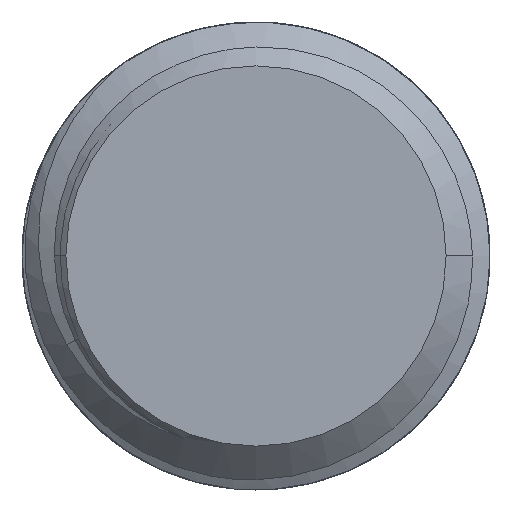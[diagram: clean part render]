
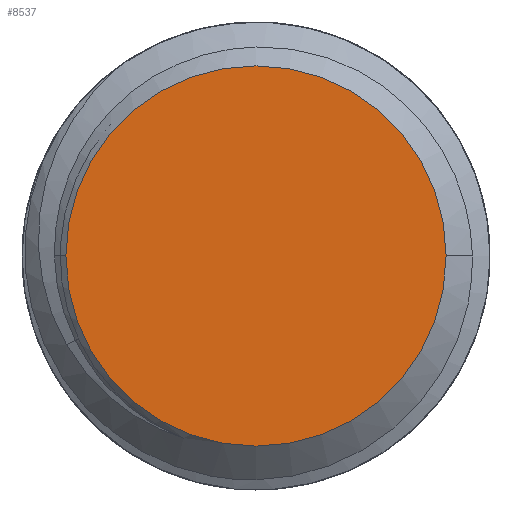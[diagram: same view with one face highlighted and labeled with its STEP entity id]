
A CAD part, front view. The second image highlights one B-rep face of the part: STEP entity #8537.
In plain terms, the highlighted planar face has unit normal (0, -1, 0).
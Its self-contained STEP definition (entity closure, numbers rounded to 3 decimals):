
#1=CARTESIAN_POINT('',(0.,0.,0.));
#2=DIRECTION('',(0.,1.,0.));
#3=DIRECTION('',(-1.,0.,0.));
#4=AXIS2_PLACEMENT_3D('',#1,#2,#3);
#6=CARTESIAN_POINT('',(0.,0.,0.));
#7=DIRECTION('',(0.,1.,0.));
#8=DIRECTION('',(1.,0.,0.));
#9=AXIS2_PLACEMENT_3D('',#6,#7,#8);
#8075=CARTESIAN_POINT('',(-3.25,0.,0.));
#8076=CARTESIAN_POINT('',(3.25,0.,0.));
#8077=VERTEX_POINT('',#8075);
#8078=VERTEX_POINT('',#8076);
#8526=CARTESIAN_POINT('',(0.,0.,0.));
#8527=DIRECTION('',(0.,-1.,0.));
#8528=DIRECTION('',(-1.,0.,0.));
#8529=AXIS2_PLACEMENT_3D('',#8526,#8527,#8528);
#8530=PLANE('',#8529);
#8532=ORIENTED_EDGE('',*,*,#8531,.T.);
#8534=ORIENTED_EDGE('',*,*,#8533,.T.);
#8535=EDGE_LOOP('',(#8532,#8534));
#8536=FACE_OUTER_BOUND('',#8535,.F.);
#8537=ADVANCED_FACE('',(#8536),#8530,.T.);
#5=CIRCLE('',#4,3.25);
#10=CIRCLE('',#9,3.25);
#8531=EDGE_CURVE('',#8077,#8078,#5,.T.);
#8533=EDGE_CURVE('',#8078,#8077,#10,.T.);
